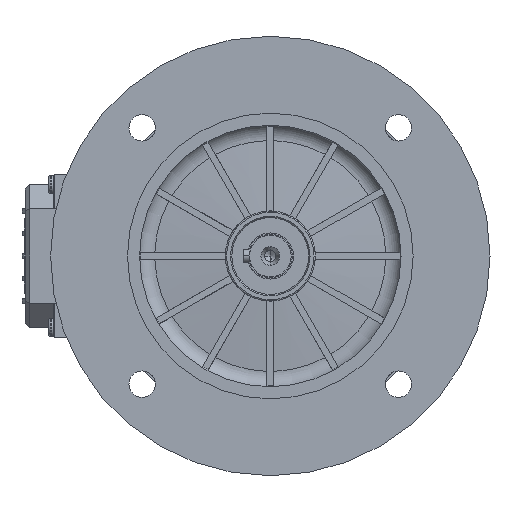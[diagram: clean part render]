
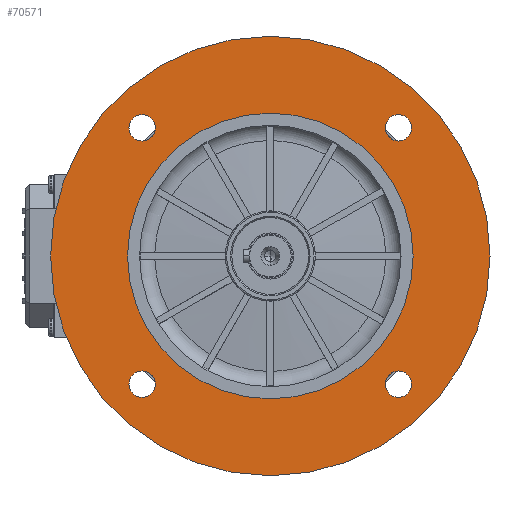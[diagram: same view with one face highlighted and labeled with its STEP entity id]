
A CAD part, left-side view. The second image highlights one B-rep face of the part: STEP entity #70571.
In plain terms, the highlighted planar face has unit normal (-1, 0, 0).
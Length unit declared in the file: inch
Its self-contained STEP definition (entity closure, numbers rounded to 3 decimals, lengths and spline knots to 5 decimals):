
#1024 = CARTESIAN_POINT ( 'NONE',  ( -3.93701, 2.29671, -2.29671 ) ) ;
#1185 = FACE_BOUND ( 'NONE', #17658, .T. ) ;
#2396 = ORIENTED_EDGE ( 'NONE', *, *, #33349, .F. ) ;
#3540 = CIRCLE ( 'NONE', #40788, 3.93701 ) ;
#3719 = CARTESIAN_POINT ( 'NONE',  ( -3.93701, 2.29671, 2.06048 ) ) ;
#4623 = AXIS2_PLACEMENT_3D ( 'NONE', #91348, #83143, #108330 ) ;
#5514 = AXIS2_PLACEMENT_3D ( 'NONE', #85046, #40612, #76305 ) ;
#5519 = EDGE_CURVE ( 'NONE', #48899, #64660, #23133, .T. ) ;
#8014 = DIRECTION ( 'NONE',  ( 0., 0., -1. ) ) ;
#8736 = PLANE ( 'NONE',  #88535 ) ;
#10091 = AXIS2_PLACEMENT_3D ( 'NONE', #1024, #107939, #16781 ) ;
#10933 = AXIS2_PLACEMENT_3D ( 'NONE', #113756, #69356, #76962 ) ;
#11034 = CARTESIAN_POINT ( 'NONE',  ( -3.93701, 2.29671, 2.53293 ) ) ;
#11790 = CARTESIAN_POINT ( 'NONE',  ( -3.93701, 0., 2.55906 ) ) ;
#11821 = CARTESIAN_POINT ( 'NONE',  ( -3.93701, 2.29671, -2.06048 ) ) ;
#13255 = ORIENTED_EDGE ( 'NONE', *, *, #105521, .F. ) ;
#15466 = VERTEX_POINT ( 'NONE', #57959 ) ;
#16341 = AXIS2_PLACEMENT_3D ( 'NONE', #85521, #22981, #57500 ) ;
#16781 = DIRECTION ( 'NONE',  ( 0., 0., -1. ) ) ;
#16944 = FACE_BOUND ( 'NONE', #94969, .T. ) ;
#17658 = EDGE_LOOP ( 'NONE', ( #46164, #2396 ) ) ;
#18305 = CARTESIAN_POINT ( 'NONE',  ( -3.93701, 0., 3.93701 ) ) ;
#19054 = CIRCLE ( 'NONE', #101201, 0.23622 ) ;
#20233 = DIRECTION ( 'NONE',  ( -1., 0., 0. ) ) ;
#21724 = CARTESIAN_POINT ( 'NONE',  ( -3.93701, 2.29671, 2.29671 ) ) ;
#22070 = VERTEX_POINT ( 'NONE', #110922 ) ;
#22981 = DIRECTION ( 'NONE',  ( -1., 0., 0. ) ) ;
#23133 = CIRCLE ( 'NONE', #111096, 2.55906 ) ;
#24309 = EDGE_LOOP ( 'NONE', ( #52400, #46509 ) ) ;
#25284 = EDGE_CURVE ( 'NONE', #111516, #110816, #46491, .T. ) ;
#27456 = DIRECTION ( 'NONE',  ( 0., 0., 1. ) ) ;
#27952 = AXIS2_PLACEMENT_3D ( 'NONE', #21724, #38087, #47410 ) ;
#33349 = EDGE_CURVE ( 'NONE', #90498, #42458, #55917, .T. ) ;
#34296 = ORIENTED_EDGE ( 'NONE', *, *, #110339, .F. ) ;
#34694 = VERTEX_POINT ( 'NONE', #18305 ) ;
#35022 = CARTESIAN_POINT ( 'NONE',  ( -3.93701, -2.29671, -2.06048 ) ) ;
#38087 = DIRECTION ( 'NONE',  ( -1., 0., 0. ) ) ;
#38846 = EDGE_CURVE ( 'NONE', #80828, #15466, #88687, .T. ) ;
#40612 = DIRECTION ( 'NONE',  ( -1., 0., 0. ) ) ;
#40788 = AXIS2_PLACEMENT_3D ( 'NONE', #112098, #86957, #70004 ) ;
#42458 = VERTEX_POINT ( 'NONE', #78079 ) ;
#44307 = ORIENTED_EDGE ( 'NONE', *, *, #46075, .F. ) ;
#44948 = FACE_BOUND ( 'NONE', #100814, .T. ) ;
#45097 = CARTESIAN_POINT ( 'NONE',  ( -3.93701, 2.29671, -2.53293 ) ) ;
#45526 = CARTESIAN_POINT ( 'NONE',  ( -3.93701, 0., 0. ) ) ;
#46075 = EDGE_CURVE ( 'NONE', #64660, #48899, #61393, .T. ) ;
#46099 = DIRECTION ( 'NONE',  ( 0., 0., -1. ) ) ;
#46164 = ORIENTED_EDGE ( 'NONE', *, *, #90365, .F. ) ;
#46491 = CIRCLE ( 'NONE', #27952, 0.23622 ) ;
#46509 = ORIENTED_EDGE ( 'NONE', *, *, #93049, .F. ) ;
#46508 = CARTESIAN_POINT ( 'NONE',  ( -3.93701, 2.29671, 2.29671 ) ) ;
#46858 = CIRCLE ( 'NONE', #97227, 0.23622 ) ;
#47410 = DIRECTION ( 'NONE',  ( 0., 0., -1. ) ) ;
#48037 = ORIENTED_EDGE ( 'NONE', *, *, #60465, .F. ) ;
#48899 = VERTEX_POINT ( 'NONE', #11790 ) ;
#50982 = EDGE_LOOP ( 'NONE', ( #68126, #13255 ) ) ;
#52400 = ORIENTED_EDGE ( 'NONE', *, *, #95870, .F. ) ;
#53755 = DIRECTION ( 'NONE',  ( 1., 0., 0. ) ) ;
#54333 = DIRECTION ( 'NONE',  ( 1., 0., 0. ) ) ;
#55917 = CIRCLE ( 'NONE', #5514, 0.23622 ) ;
#57500 = DIRECTION ( 'NONE',  ( 0., 0., -1. ) ) ;
#57959 = CARTESIAN_POINT ( 'NONE',  ( -3.93701, -2.29671, -2.53293 ) ) ;
#58895 = AXIS2_PLACEMENT_3D ( 'NONE', #105645, #71146, #8014 ) ;
#60465 = EDGE_CURVE ( 'NONE', #15466, #80828, #87280, .T. ) ;
#60776 = CIRCLE ( 'NONE', #58895, 0.23622 ) ;
#61393 = CIRCLE ( 'NONE', #10933, 2.55906 ) ;
#61506 = VERTEX_POINT ( 'NONE', #11821 ) ;
#61936 = CARTESIAN_POINT ( 'NONE',  ( -3.93701, -2.29671, 2.06048 ) ) ;
#64652 = DIRECTION ( 'NONE',  ( 0., 0., 1. ) ) ;
#64660 = VERTEX_POINT ( 'NONE', #81821 ) ;
#67639 = ORIENTED_EDGE ( 'NONE', *, *, #5519, .F. ) ;
#68126 = ORIENTED_EDGE ( 'NONE', *, *, #87949, .F. ) ;
#69356 = DIRECTION ( 'NONE',  ( -1., 0., 0. ) ) ;
#70004 = DIRECTION ( 'NONE',  ( 0., 0., 1. ) ) ;
#70571 = ADVANCED_FACE ( 'NONE', ( #88844, #97628, #1185, #16944, #44948, #71881 ), #8736, .F. ) ;
#71146 = DIRECTION ( 'NONE',  ( -1., 0., 0. ) ) ;
#71881 = FACE_OUTER_BOUND ( 'NONE', #50982, .T. ) ;
#73140 = CIRCLE ( 'NONE', #75020, 3.93701 ) ;
#75020 = AXIS2_PLACEMENT_3D ( 'NONE', #45526, #53755, #27456 ) ;
#75681 = CARTESIAN_POINT ( 'NONE',  ( -3.93701, 0., 0. ) ) ;
#76305 = DIRECTION ( 'NONE',  ( 0., 0., -1. ) ) ;
#76564 = DIRECTION ( 'NONE',  ( -1., 0., 0. ) ) ;
#76962 = DIRECTION ( 'NONE',  ( 0., 0., 1. ) ) ;
#78079 = CARTESIAN_POINT ( 'NONE',  ( -3.93701, -2.29671, 2.53293 ) ) ;
#80828 = VERTEX_POINT ( 'NONE', #35022 ) ;
#81821 = CARTESIAN_POINT ( 'NONE',  ( -3.93701, 0., -2.55906 ) ) ;
#82728 = DIRECTION ( 'NONE',  ( -1., 0., 0. ) ) ;
#83143 = DIRECTION ( 'NONE',  ( -1., 0., 0. ) ) ;
#85046 = CARTESIAN_POINT ( 'NONE',  ( -3.93701, -2.29671, 2.29671 ) ) ;
#85521 = CARTESIAN_POINT ( 'NONE',  ( -3.93701, -2.29671, -2.29671 ) ) ;
#85914 = DIRECTION ( 'NONE',  ( 0., 0., -1. ) ) ;
#86957 = DIRECTION ( 'NONE',  ( 1., 0., 0. ) ) ;
#87280 = CIRCLE ( 'NONE', #16341, 0.23622 ) ;
#87949 = EDGE_CURVE ( 'NONE', #22070, #34694, #73140, .T. ) ;
#88297 = ORIENTED_EDGE ( 'NONE', *, *, #25284, .F. ) ;
#88535 = AXIS2_PLACEMENT_3D ( 'NONE', #107525, #54333, #46099 ) ;
#88687 = CIRCLE ( 'NONE', #4623, 0.23622 ) ;
#88844 = FACE_BOUND ( 'NONE', #104530, .T. ) ;
#89842 = DIRECTION ( 'NONE',  ( 0., 0., -1. ) ) ;
#90365 = EDGE_CURVE ( 'NONE', #42458, #90498, #19054, .T. ) ;
#90387 = CIRCLE ( 'NONE', #10091, 0.23622 ) ;
#90498 = VERTEX_POINT ( 'NONE', #61936 ) ;
#91348 = CARTESIAN_POINT ( 'NONE',  ( -3.93701, -2.29671, -2.29671 ) ) ;
#93049 = EDGE_CURVE ( 'NONE', #111033, #61506, #90387, .T. ) ;
#94969 = EDGE_LOOP ( 'NONE', ( #109099, #48037 ) ) ;
#95870 = EDGE_CURVE ( 'NONE', #61506, #111033, #60776, .T. ) ;
#97227 = AXIS2_PLACEMENT_3D ( 'NONE', #46508, #20233, #89842 ) ;
#97628 = FACE_BOUND ( 'NONE', #24309, .T. ) ;
#100814 = EDGE_LOOP ( 'NONE', ( #44307, #67639 ) ) ;
#101201 = AXIS2_PLACEMENT_3D ( 'NONE', #103995, #76564, #85914 ) ;
#103995 = CARTESIAN_POINT ( 'NONE',  ( -3.93701, -2.29671, 2.29671 ) ) ;
#104530 = EDGE_LOOP ( 'NONE', ( #88297, #34296 ) ) ;
#105521 = EDGE_CURVE ( 'NONE', #34694, #22070, #3540, .T. ) ;
#105645 = CARTESIAN_POINT ( 'NONE',  ( -3.93701, 2.29671, -2.29671 ) ) ;
#107525 = CARTESIAN_POINT ( 'NONE',  ( -3.93701, 0., -2.55906 ) ) ;
#107939 = DIRECTION ( 'NONE',  ( -1., 0., 0. ) ) ;
#108330 = DIRECTION ( 'NONE',  ( 0., 0., -1. ) ) ;
#109099 = ORIENTED_EDGE ( 'NONE', *, *, #38846, .F. ) ;
#110339 = EDGE_CURVE ( 'NONE', #110816, #111516, #46858, .T. ) ;
#110816 = VERTEX_POINT ( 'NONE', #3719 ) ;
#110922 = CARTESIAN_POINT ( 'NONE',  ( -3.93701, 0., -3.93701 ) ) ;
#111033 = VERTEX_POINT ( 'NONE', #45097 ) ;
#111096 = AXIS2_PLACEMENT_3D ( 'NONE', #75681, #82728, #64652 ) ;
#111516 = VERTEX_POINT ( 'NONE', #11034 ) ;
#112098 = CARTESIAN_POINT ( 'NONE',  ( -3.93701, 0., 0. ) ) ;
#113756 = CARTESIAN_POINT ( 'NONE',  ( -3.93701, 0., 0. ) ) ;
